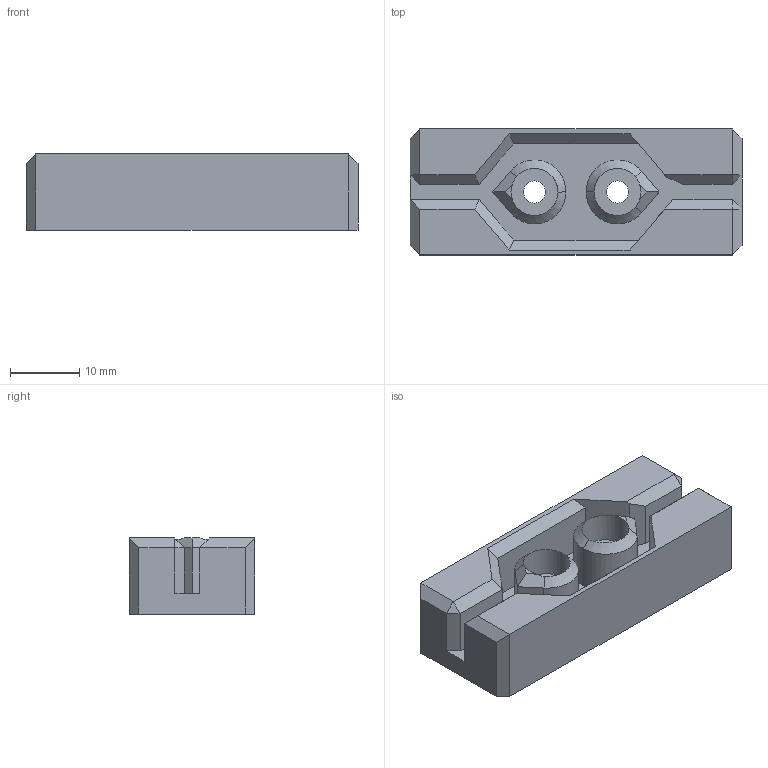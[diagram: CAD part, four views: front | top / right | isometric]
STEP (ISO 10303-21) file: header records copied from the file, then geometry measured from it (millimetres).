
FILE_DESCRIPTION(('FreeCAD Model'),'2;1');
FILE_NAME('Open CASCADE Shape Model','2022-02-23T21:16:44',('Author'),( ''),'Open CASCADE STEP processor 7.5','FreeCAD','Unknown');
FILE_SCHEMA(('AUTOMOTIVE_DESIGN { 1 0 10303 214 1 1 1 1 }'));
Length unit declared in the file: millimetre
Products named in the file (1): y-belt-clamp
Bounding box: 48 x 18.2 x 11 mm (x, y, z)
Volume: 7032.3 mm3; surface area: 4565.3 mm2
Topology: 1 solids, 1 shells, 65 faces, 160 edges, 99 vertices
Faces by surface type: plane 53, cylinder 8, cone 4
Full cylindrical faces by diameter (mm): 3.2 x2, 6.8 x2
Entity records: 4521 total; most frequent: CARTESIAN_POINT 1251, DIRECTION 601, LINE 416, VECTOR 416, ORIENTED_EDGE 320, PCURVE 320, DEFINITIONAL_REPRESENTATION 320, EDGE_CURVE 160
